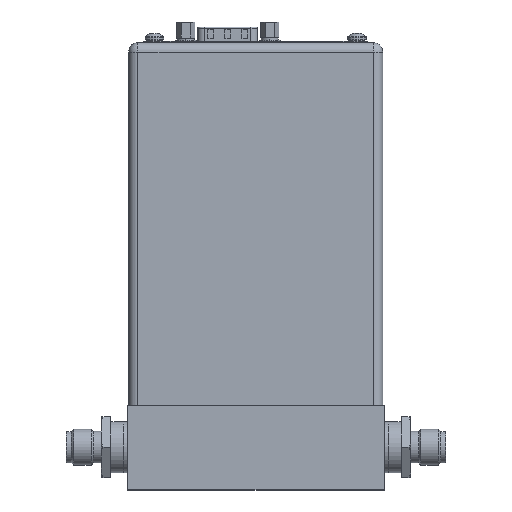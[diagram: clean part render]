
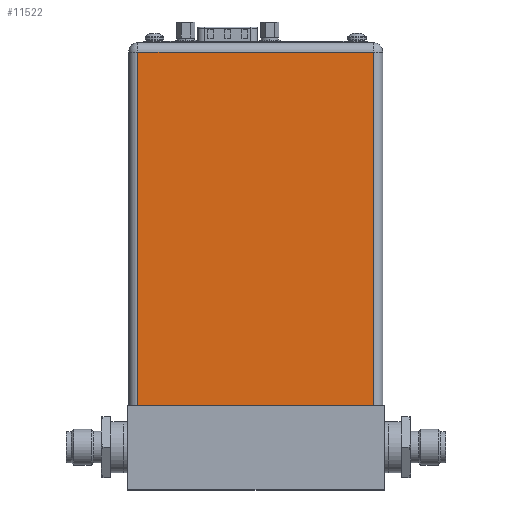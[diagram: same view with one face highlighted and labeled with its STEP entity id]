
A CAD part, top view. The second image highlights one B-rep face of the part: STEP entity #11522.
In plain terms, the highlighted planar face has unit normal (0, 0, 1).
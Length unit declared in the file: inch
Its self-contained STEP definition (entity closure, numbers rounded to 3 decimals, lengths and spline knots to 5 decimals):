
#9096=DIRECTION('',(1.,0.,0.));
#9097=VECTOR('',#9096,2.755);
#9098=CARTESIAN_POINT('',(-1.3775,0.,1.425));
#9099=LINE('',#9098,#9097);
#10103=DIRECTION('',(0.,-1.,0.));
#10104=VECTOR('',#10103,4.14);
#10105=CARTESIAN_POINT('',(1.3775,4.14,1.425));
#10106=LINE('',#10105,#10104);
#10110=DIRECTION('',(0.,-1.,0.));
#10111=VECTOR('',#10110,4.14);
#10112=CARTESIAN_POINT('',(-1.3775,4.14,1.425));
#10113=LINE('',#10112,#10111);
#10117=DIRECTION('',(1.,0.,0.));
#10118=VECTOR('',#10117,2.755);
#10119=CARTESIAN_POINT('',(-1.3775,4.14,1.425));
#10120=LINE('',#10119,#10118);
#10653=CARTESIAN_POINT('',(1.3775,0.,1.425));
#10655=VERTEX_POINT('',#10653);
#10656=CARTESIAN_POINT('',(1.3775,4.14,1.425));
#10657=VERTEX_POINT('',#10656);
#10668=CARTESIAN_POINT('',(-1.3775,0.,1.425));
#10670=VERTEX_POINT('',#10668);
#10672=CARTESIAN_POINT('',(-1.3775,4.14,1.425));
#10673=VERTEX_POINT('',#10672);
#11510=CARTESIAN_POINT('',(-1.4875,0.,1.425));
#11511=DIRECTION('',(0.,0.,1.));
#11512=DIRECTION('',(1.,0.,0.));
#11513=AXIS2_PLACEMENT_3D('',#11510,#11511,#11512);
#11514=PLANE('',#11513);
#11516=ORIENTED_EDGE('',*,*,#11515,.T.);
#11517=ORIENTED_EDGE('',*,*,#10699,.F.);
#11518=ORIENTED_EDGE('',*,*,#11479,.F.);
#11519=ORIENTED_EDGE('',*,*,#11501,.T.);
#11520=EDGE_LOOP('',(#11516,#11517,#11518,#11519));
#11521=FACE_OUTER_BOUND('',#11520,.F.);
#11522=ADVANCED_FACE('',(#11521),#11514,.T.);
#10699=EDGE_CURVE('',#10670,#10655,#9099,.T.);
#11479=EDGE_CURVE('',#10673,#10670,#10113,.T.);
#11501=EDGE_CURVE('',#10673,#10657,#10120,.T.);
#11515=EDGE_CURVE('',#10657,#10655,#10106,.T.);
